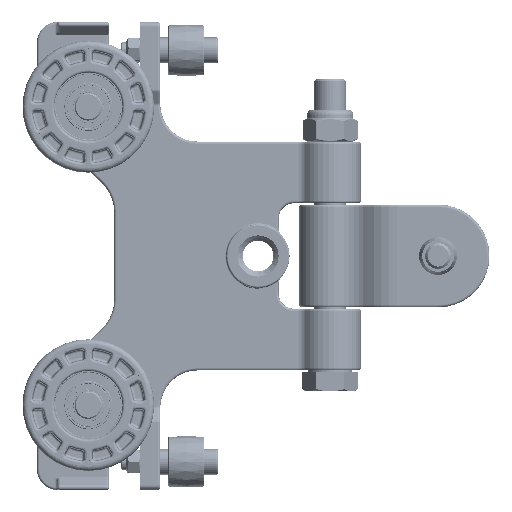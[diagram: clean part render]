
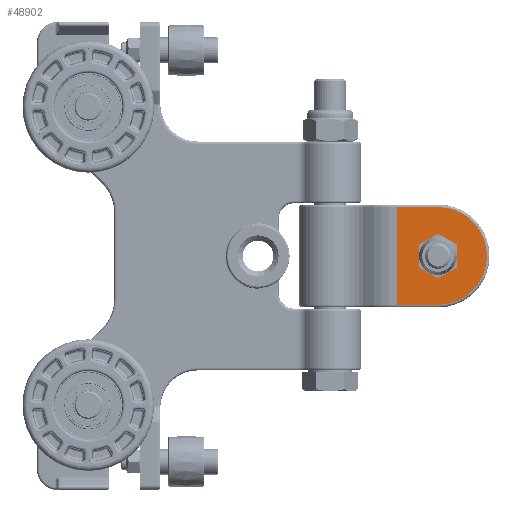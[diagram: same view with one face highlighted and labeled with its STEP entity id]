
A CAD part, left-side view. The second image highlights one B-rep face of the part: STEP entity #48902.
In plain terms, the highlighted planar face has unit normal (-1, 0, 0).
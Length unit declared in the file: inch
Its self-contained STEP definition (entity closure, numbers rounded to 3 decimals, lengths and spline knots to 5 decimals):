
#47976=CARTESIAN_POINT('',(-1.125,-2.625,1.57813));
#47977=VERTEX_POINT('',#47976);
#47978=CARTESIAN_POINT('',(-1.125,-2.625,1.25));
#47979=DIRECTION('',(1.0,0.0,0.0));
#47980=DIRECTION('',(0.0,0.0,-1.0));
#47981=AXIS2_PLACEMENT_3D('',#47978,#47979,#47980);
#47982=CIRCLE('',#47981,0.32813);
#47983=EDGE_CURVE('',#47977,#47977,#47982,.T.);
#48703=CARTESIAN_POINT('',(-1.125,-1.625,2.4375));
#48704=VERTEX_POINT('',#48703);
#48763=CARTESIAN_POINT('',(-1.125,-2.625,2.4375));
#48764=VERTEX_POINT('',#48763);
#48779=CARTESIAN_POINT('',(-1.125,-1.625,2.4375));
#48780=DIRECTION('',(0.0,-1.0,0.0));
#48781=VECTOR('',#48780,1.);
#48782=LINE('',#48779,#48781);
#48783=EDGE_CURVE('',#48704,#48764,#48782,.T.);
#48819=CARTESIAN_POINT('',(-1.125,-2.625,0.0625));
#48820=VERTEX_POINT('',#48819);
#48830=CARTESIAN_POINT('',(-1.125,-2.625,1.25));
#48831=DIRECTION('',(1.0,0.0,0.0));
#48832=DIRECTION('',(0.0,-1.0,0.0));
#48833=AXIS2_PLACEMENT_3D('',#48830,#48831,#48832);
#48834=CIRCLE('',#48833,1.1875);
#48835=EDGE_CURVE('',#48764,#48820,#48834,.T.);
#48845=CARTESIAN_POINT('',(-1.125,-1.625,0.0625));
#48846=VERTEX_POINT('',#48845);
#48872=CARTESIAN_POINT('',(-1.125,-2.625,0.0625));
#48873=DIRECTION('',(0.0,1.0,0.0));
#48874=VECTOR('',#48873,1.);
#48875=LINE('',#48872,#48874);
#48876=EDGE_CURVE('',#48820,#48846,#48875,.T.);
#48883=CARTESIAN_POINT('',(-1.125,-3.875,0.0));
#48884=DIRECTION('',(-1.0,0.0,0.0));
#48885=DIRECTION('',(0.0,0.0,1.0));
#48886=AXIS2_PLACEMENT_3D('',#48883,#48884,#48885);
#48887=PLANE('',#48886);
#48888=ORIENTED_EDGE('',*,*,#48876,.F.);
#48889=ORIENTED_EDGE('',*,*,#48835,.F.);
#48890=ORIENTED_EDGE('',*,*,#48783,.F.);
#48891=CARTESIAN_POINT('',(-1.125,-1.625,0.0625));
#48892=DIRECTION('',(0.0,0.0,1.0));
#48893=VECTOR('',#48892,2.375);
#48894=LINE('',#48891,#48893);
#48895=EDGE_CURVE('',#48846,#48704,#48894,.T.);
#48896=ORIENTED_EDGE('',*,*,#48895,.F.);
#48897=EDGE_LOOP('',(#48888,#48889,#48890,#48896));
#48898=FACE_OUTER_BOUND('',#48897,.T.);
#48899=ORIENTED_EDGE('',*,*,#47983,.T.);
#48900=EDGE_LOOP('',(#48899));
#48901=FACE_BOUND('',#48900,.T.);
#48902=ADVANCED_FACE('',(#48898,#48901),#48887,.T.);
